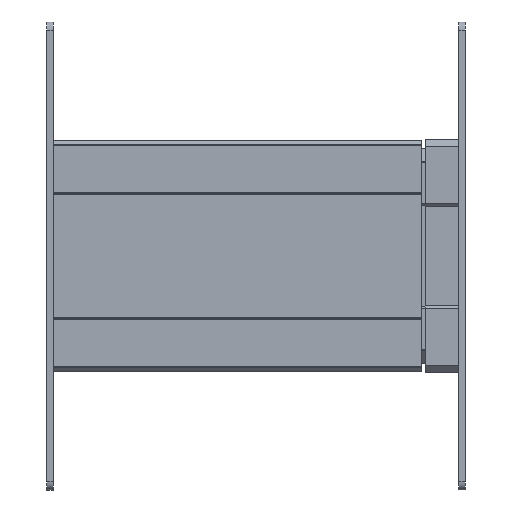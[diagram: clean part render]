
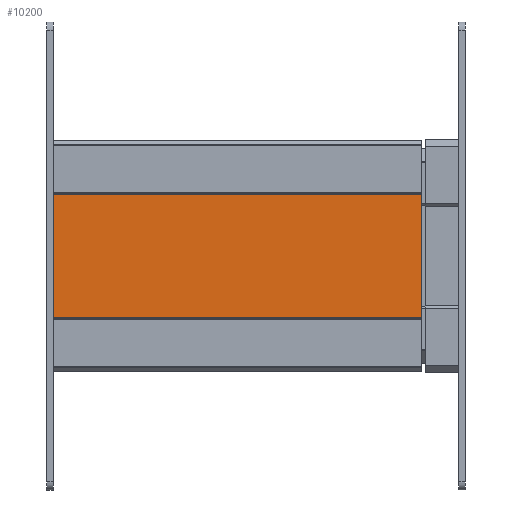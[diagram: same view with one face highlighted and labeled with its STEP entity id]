
A CAD part, left-side view. The second image highlights one B-rep face of the part: STEP entity #10200.
In plain terms, the highlighted planar face has unit normal (-1, 0, 0).
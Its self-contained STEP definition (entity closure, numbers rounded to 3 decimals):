
#131 = FACE_OUTER_BOUND ( 'NONE', #2158, .T. ) ;
#591 = AXIS2_PLACEMENT_3D ( 'NONE', #1160, #8792, #2898 ) ;
#845 = LINE ( 'NONE', #8444, #9203 ) ;
#1107 = VECTOR ( 'NONE', #11187, 1000. ) ;
#1160 = CARTESIAN_POINT ( 'NONE',  ( -4.109, 229., -104.891 ) ) ;
#2057 = ORIENTED_EDGE ( 'NONE', *, *, #5719, .F. ) ;
#2158 = EDGE_LOOP ( 'NONE', ( #4876, #12059, #2057, #3739 ) ) ;
#2278 = VERTEX_POINT ( 'NONE', #6532 ) ;
#2551 = DIRECTION ( 'NONE',  ( 0., 0., 1. ) ) ;
#2898 = DIRECTION ( 'NONE',  ( 0., 0., -1. ) ) ;
#3544 = CARTESIAN_POINT ( 'NONE',  ( -4.109, 0., -104.891 ) ) ;
#3739 = ORIENTED_EDGE ( 'NONE', *, *, #13077, .T. ) ;
#4714 = VERTEX_POINT ( 'NONE', #6070 ) ;
#4735 = CARTESIAN_POINT ( 'NONE',  ( -4.109, 229., -104.891 ) ) ;
#4876 = ORIENTED_EDGE ( 'NONE', *, *, #12124, .T. ) ;
#5673 = VECTOR ( 'NONE', #13455, 1000. ) ;
#5719 = EDGE_CURVE ( 'NONE', #8553, #4714, #845, .T. ) ;
#5854 = CARTESIAN_POINT ( 'NONE',  ( -4.109, 229., -28.891 ) ) ;
#6070 = CARTESIAN_POINT ( 'NONE',  ( -4.109, 229., -28.891 ) ) ;
#6339 = CARTESIAN_POINT ( 'NONE',  ( -4.109, 0., -104.891 ) ) ;
#6532 = CARTESIAN_POINT ( 'NONE',  ( -4.109, 0., -28.891 ) ) ;
#6917 = VERTEX_POINT ( 'NONE', #6339 ) ;
#7096 = PLANE ( 'NONE',  #591 ) ;
#8444 = CARTESIAN_POINT ( 'NONE',  ( -4.109, 229., -104.891 ) ) ;
#8553 = VERTEX_POINT ( 'NONE', #10512 ) ;
#8792 = DIRECTION ( 'NONE',  ( 1., 0., 0. ) ) ;
#9203 = VECTOR ( 'NONE', #2551, 1000. ) ;
#9412 = LINE ( 'NONE', #3544, #1107 ) ;
#10200 = ADVANCED_FACE ( 'NONE', ( #131 ), #7096, .F. ) ;
#10512 = CARTESIAN_POINT ( 'NONE',  ( -4.109, 229., -104.891 ) ) ;
#10612 = LINE ( 'NONE', #4735, #11932 ) ;
#11187 = DIRECTION ( 'NONE',  ( 0., 0., 1. ) ) ;
#11723 = LINE ( 'NONE', #5854, #5673 ) ;
#11932 = VECTOR ( 'NONE', #12400, 1000. ) ;
#12059 = ORIENTED_EDGE ( 'NONE', *, *, #13206, .F. ) ;
#12124 = EDGE_CURVE ( 'NONE', #6917, #2278, #9412, .T. ) ;
#12400 = DIRECTION ( 'NONE',  ( 0., -1., 0. ) ) ;
#13077 = EDGE_CURVE ( 'NONE', #8553, #6917, #10612, .T. ) ;
#13206 = EDGE_CURVE ( 'NONE', #4714, #2278, #11723, .T. ) ;
#13455 = DIRECTION ( 'NONE',  ( 0., -1., 0. ) ) ;
